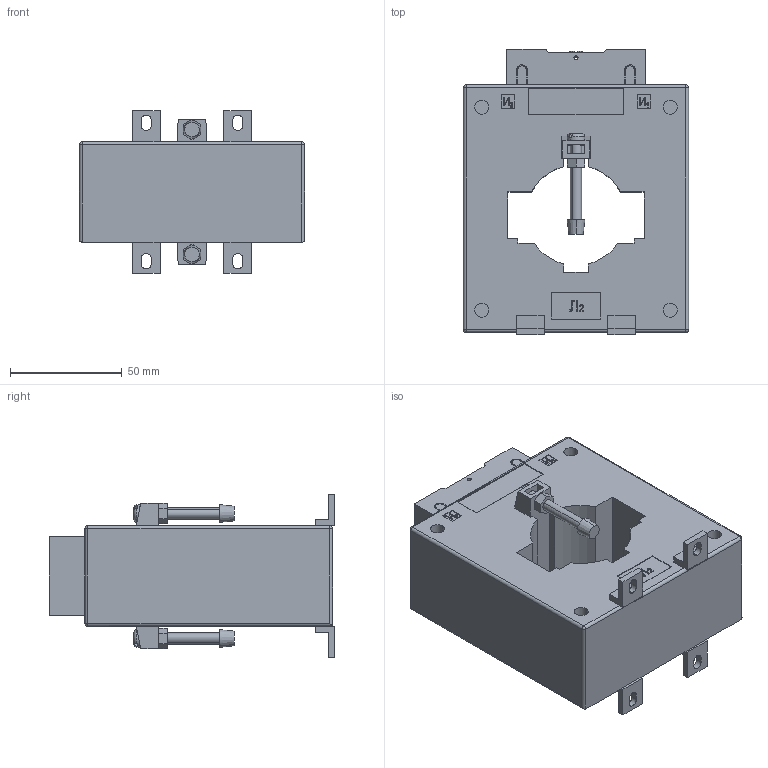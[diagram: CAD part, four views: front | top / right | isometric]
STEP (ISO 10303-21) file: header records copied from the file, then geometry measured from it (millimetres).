
FILE_DESCRIPTION (( 'STEP AP214' ), '1' );
FILE_NAME ('ITB40-2-10-1000 Òðàíñôîðìàòîð òîêà ÒØÏ-0,66 1000_5À 10ÂÀ êëàññ 0,5 ãàáàðèò 60 ÈÝÊ.STEP', '2018-02-02T06:46:42', ( '' ), ( '' ), 'SwSTEP 2.0', 'SolidWorks 2014', '' );
FILE_SCHEMA (( 'AUTOMOTIVE_DESIGN' ));
Length unit declared in the file: millimetre
Products named in the file (1): ITB40-2-10-1000 Òðàíñôîðìàòîð òîêà ÒØÏ-0,66  1000_5À  10ÂÀ  êëàññ 0,5 ãàáàðèò 60 ÈÝÊ
Bounding box: 101 x 128 x 73 mm (x, y, z)
Volume: 429979.8 mm3; surface area: 68382.8 mm2
Topology: 6 solids, 6 shells, 958 faces, 2522 edges, 1614 vertices
Faces by surface type: plane 637, cylinder 189, cone 78, bspline 38, torus 10, sphere 6
Entity records: 31605 total; most frequent: CARTESIAN_POINT 8301, ORIENTED_EDGE 5032, DIRECTION 4490, EDGE_CURVE 2516, LINE 1708, VECTOR 1708, VERTEX_POINT 1614, AXIS2_PLACEMENT_3D 1391
